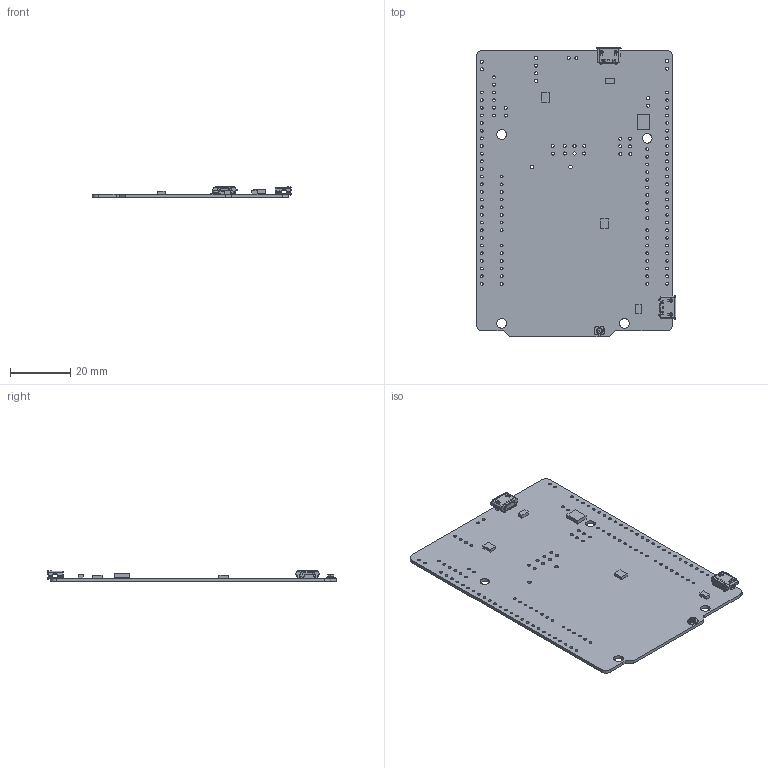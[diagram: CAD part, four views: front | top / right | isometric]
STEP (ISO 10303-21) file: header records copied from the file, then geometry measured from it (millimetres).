
FILE_DESCRIPTION(('Open CASCADE Model'),'2;1');
FILE_NAME('Open CASCADE Shape Model','2021-12-17T11:36:49',('Author'),( 'Open CASCADE'),'Open CASCADE STEP processor 6.8','Open CASCADE 6.8' ,'Unknown');
FILE_SCHEMA(('AUTOMOTIVE_DESIGN { 1 0 10303 214 1 1 1 1 }'));
Length unit declared in the file: millimetre
Products named in the file (29): PCB; Board; Open CASCADE STEP translator 6.8 1.1.1; X2; 6688609584; Extruded; CN9; UFL-R-SMD; SW3dPS-UFL-R-SMD_Part_525; SW3dPS-UFL-R-SMD_Part_540; SW3dPS-UFL-R-SMD_Part_739; SW3dPS-UFL-R-SMD_Part_555; SW3dPS-UFL-R-SMD_Part_578; SW3dPS-UFL-R-SMD_Part_562; CN11; 1050170001; Open CASCADE STEP translator 6.8 1.4.1.1; Open CASCADE STEP translator 6.8 1.4.1.2; U5; 6688610624; U8; 6688610944; X1; CN7; U6; 6688609984
Assembly tree (30 placements, depth 4):
  PCB
    Board
      Open CASCADE STEP translator 6.8 1.1.1
    X2
      6688609584
        Extruded
    CN9
      UFL-R-SMD
        SW3dPS-UFL-R-SMD_Part_525
        SW3dPS-UFL-R-SMD_Part_540
        SW3dPS-UFL-R-SMD_Part_739
        SW3dPS-UFL-R-SMD_Part_555
        SW3dPS-UFL-R-SMD_Part_578
        SW3dPS-UFL-R-SMD_Part_562
    CN11
      1050170001
        Open CASCADE STEP translator 6.8 1.4.1.1
        Open CASCADE STEP translator 6.8 1.4.1.2
    U5
      6688610624
        Extruded
    U8
      6688610944
        Extruded
    X1
      6688609584
        Extruded
    CN7
      1050170001
        Open CASCADE STEP translator 6.8 1.4.1.1
        Open CASCADE STEP translator 6.8 1.4.1.2
    U6
      6688609984
        Extruded
Bounding box: 66.14 x 96.08 x 3.63 mm (x, y, z)
Volume: 6490.9 mm3; surface area: 13497.3 mm2
Topology: 14 solids, 14 shells, 1104 faces, 3406 edges, 2440 vertices
Faces by surface type: plane 680, cylinder 406, cone 8, sphere 8, bspline 2
Full cylindrical faces by diameter (mm): 0.85 x4, 0.9 x90, 1.016 x16, 1.041 x12, 1.2 x2, 3.2 x4
Entity records: 24317 total; most frequent: CARTESIAN_POINT 4257, DIRECTION 3994, ORIENTED_EDGE 3876, EDGE_CURVE 1938, LINE 1404, VECTOR 1404, AXIS2_PLACEMENT_3D 1295, VERTEX_POINT 1268
